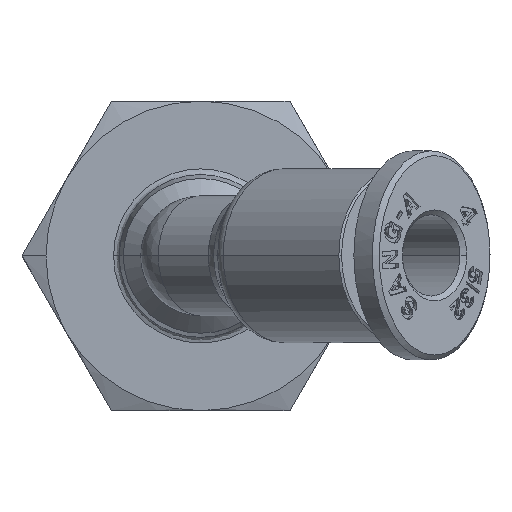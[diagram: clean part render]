
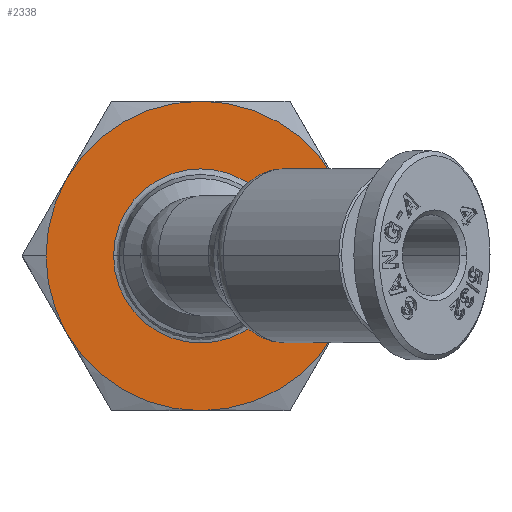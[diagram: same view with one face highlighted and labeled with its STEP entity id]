
A CAD part, top view. The second image highlights one B-rep face of the part: STEP entity #2338.
In plain terms, the highlighted planar face has unit normal (0, 0, 1).
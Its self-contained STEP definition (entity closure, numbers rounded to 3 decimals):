
#1430=CARTESIAN_POINT('',(-8.67,0.,-0.879));
#1431=VERTEX_POINT('',#1430);
#1440=CARTESIAN_POINT('',(-7.598,4.,-0.879));
#1441=VERTEX_POINT('',#1440);
#1442=CARTESIAN_POINT('',(-0.67,0.,-0.879));
#1443=DIRECTION('',(0.0,0.0,1.0));
#1444=DIRECTION('',(1.0,0.0,0.0));
#1445=AXIS2_PLACEMENT_3D('',#1442,#1443,#1444);
#1446=CIRCLE('',#1445,8.);
#1447=EDGE_CURVE('',#1441,#1431,#1446,.T.);
#1472=CARTESIAN_POINT('',(7.33,0.,-0.879));
#1473=VERTEX_POINT('',#1472);
#1480=CARTESIAN_POINT('',(6.258,4.,-0.879));
#1481=VERTEX_POINT('',#1480);
#1495=CARTESIAN_POINT('',(-0.67,0.,-0.879));
#1496=DIRECTION('',(0.0,0.0,1.0));
#1497=DIRECTION('',(1.0,0.0,0.0));
#1498=AXIS2_PLACEMENT_3D('',#1495,#1496,#1497);
#1499=CIRCLE('',#1498,8.);
#1500=EDGE_CURVE('',#1473,#1481,#1499,.T.);
#1750=CARTESIAN_POINT('',(3.831,0.,-0.879));
#1751=VERTEX_POINT('',#1750);
#1760=CARTESIAN_POINT('',(-5.171,0.,-0.879));
#1761=VERTEX_POINT('',#1760);
#1769=CARTESIAN_POINT('',(-0.67,0.,-0.879));
#1770=DIRECTION('',(0.0,0.0,1.0));
#1771=DIRECTION('',(-1.0,0.0,0.0));
#1772=AXIS2_PLACEMENT_3D('',#1769,#1770,#1771);
#1773=CIRCLE('',#1772,4.501);
#1774=EDGE_CURVE('',#1761,#1751,#1773,.T.);
#2239=CARTESIAN_POINT('',(-0.67,0.,-0.879));
#2240=DIRECTION('',(0.0,0.0,1.0));
#2241=DIRECTION('',(-1.0,0.0,0.0));
#2242=AXIS2_PLACEMENT_3D('',#2239,#2240,#2241);
#2243=CIRCLE('',#2242,4.501);
#2244=EDGE_CURVE('',#1751,#1761,#2243,.T.);
#2275=CARTESIAN_POINT('',(-0.67,0.,-0.879));
#2276=DIRECTION('',(0.0,0.0,-1.0));
#2277=DIRECTION('',(-1.0,0.0,0.0));
#2278=AXIS2_PLACEMENT_3D('',#2275,#2276,#2277);
#2279=PLANE('',#2278);
#2280=ORIENTED_EDGE('',*,*,#1447,.T.);
#2281=CARTESIAN_POINT('',(-7.598,-4.,-0.879));
#2282=VERTEX_POINT('',#2281);
#2283=CARTESIAN_POINT('',(-0.67,0.,-0.879));
#2284=DIRECTION('',(0.0,0.0,1.0));
#2285=DIRECTION('',(1.0,0.0,0.0));
#2286=AXIS2_PLACEMENT_3D('',#2283,#2284,#2285);
#2287=CIRCLE('',#2286,8.);
#2288=EDGE_CURVE('',#1431,#2282,#2287,.T.);
#2289=ORIENTED_EDGE('',*,*,#2288,.T.);
#2290=CARTESIAN_POINT('',(-0.67,-8.,-0.879));
#2291=VERTEX_POINT('',#2290);
#2292=CARTESIAN_POINT('',(-0.67,0.,-0.879));
#2293=DIRECTION('',(0.0,0.0,1.0));
#2294=DIRECTION('',(1.0,0.0,0.0));
#2295=AXIS2_PLACEMENT_3D('',#2292,#2293,#2294);
#2296=CIRCLE('',#2295,8.);
#2297=EDGE_CURVE('',#2282,#2291,#2296,.T.);
#2298=ORIENTED_EDGE('',*,*,#2297,.T.);
#2299=CARTESIAN_POINT('',(6.258,-4.,-0.879));
#2300=VERTEX_POINT('',#2299);
#2301=CARTESIAN_POINT('',(-0.67,0.,-0.879));
#2302=DIRECTION('',(0.0,0.0,1.0));
#2303=DIRECTION('',(1.0,0.0,0.0));
#2304=AXIS2_PLACEMENT_3D('',#2301,#2302,#2303);
#2305=CIRCLE('',#2304,8.);
#2306=EDGE_CURVE('',#2291,#2300,#2305,.T.);
#2307=ORIENTED_EDGE('',*,*,#2306,.T.);
#2308=CARTESIAN_POINT('',(-0.67,0.,-0.879));
#2309=DIRECTION('',(0.0,0.0,1.0));
#2310=DIRECTION('',(1.0,0.0,0.0));
#2311=AXIS2_PLACEMENT_3D('',#2308,#2309,#2310);
#2312=CIRCLE('',#2311,8.);
#2313=EDGE_CURVE('',#2300,#1473,#2312,.T.);
#2314=ORIENTED_EDGE('',*,*,#2313,.T.);
#2315=ORIENTED_EDGE('',*,*,#1500,.T.);
#2316=CARTESIAN_POINT('',(-0.67,8.,-0.879));
#2317=VERTEX_POINT('',#2316);
#2318=CARTESIAN_POINT('',(-0.67,0.,-0.879));
#2319=DIRECTION('',(0.0,0.0,1.0));
#2320=DIRECTION('',(1.0,0.0,0.0));
#2321=AXIS2_PLACEMENT_3D('',#2318,#2319,#2320);
#2322=CIRCLE('',#2321,8.);
#2323=EDGE_CURVE('',#1481,#2317,#2322,.T.);
#2324=ORIENTED_EDGE('',*,*,#2323,.T.);
#2325=CARTESIAN_POINT('',(-0.67,0.,-0.879));
#2326=DIRECTION('',(0.0,0.0,1.0));
#2327=DIRECTION('',(1.0,0.0,0.0));
#2328=AXIS2_PLACEMENT_3D('',#2325,#2326,#2327);
#2329=CIRCLE('',#2328,8.);
#2330=EDGE_CURVE('',#2317,#1441,#2329,.T.);
#2331=ORIENTED_EDGE('',*,*,#2330,.T.);
#2332=EDGE_LOOP('',(#2280,#2289,#2298,#2307,#2314,#2315,#2324,#2331));
#2333=FACE_OUTER_BOUND('',#2332,.T.);
#2334=ORIENTED_EDGE('',*,*,#2244,.F.);
#2335=ORIENTED_EDGE('',*,*,#1774,.F.);
#2336=EDGE_LOOP('',(#2334,#2335));
#2337=FACE_BOUND('',#2336,.T.);
#2338=ADVANCED_FACE('',(#2333,#2337),#2279,.F.);
